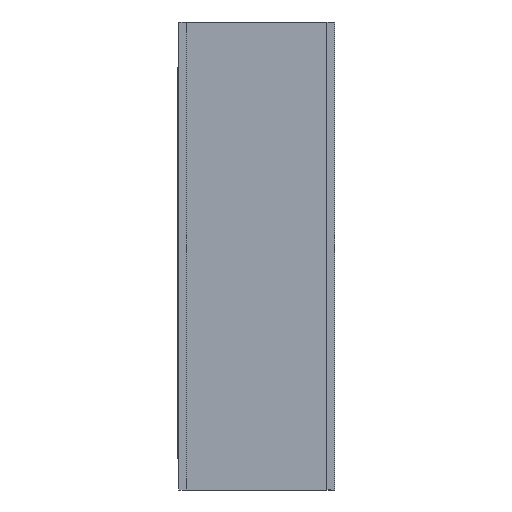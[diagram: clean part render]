
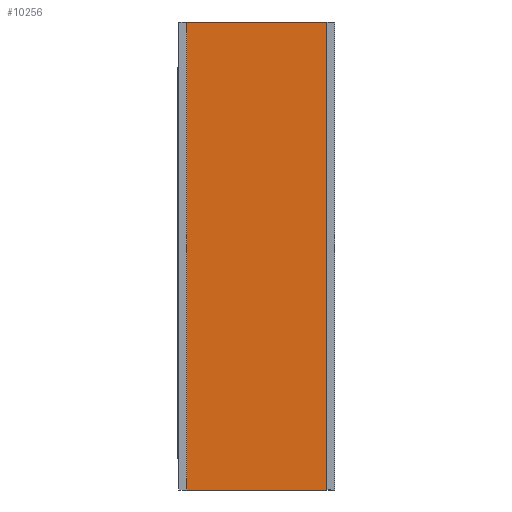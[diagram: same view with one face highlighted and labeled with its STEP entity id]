
A CAD part, left-side view. The second image highlights one B-rep face of the part: STEP entity #10256.
In plain terms, the highlighted planar face has unit normal (-1, 0, 0).
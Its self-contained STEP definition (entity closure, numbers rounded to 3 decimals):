
#444 = LINE ( 'NONE', #9112, #7116 ) ;
#620 = VERTEX_POINT ( 'NONE', #12903 ) ;
#1089 = LINE ( 'NONE', #12246, #3228 ) ;
#1383 = VECTOR ( 'NONE', #10735, 1000. ) ;
#1659 = DIRECTION ( 'NONE',  ( -1., 0., 0. ) ) ;
#1761 = DIRECTION ( 'NONE',  ( 0., 1., 0. ) ) ;
#1922 = DIRECTION ( 'NONE',  ( 0., 1., 0. ) ) ;
#3228 = VECTOR ( 'NONE', #4985, 1000. ) ;
#3301 = CARTESIAN_POINT ( 'NONE',  ( -15., 0.951, -1.5 ) ) ;
#3645 = CARTESIAN_POINT ( 'NONE',  ( -15., 0.951, 1.5 ) ) ;
#3676 = LINE ( 'NONE', #4611, #1383 ) ;
#3774 = PLANE ( 'NONE',  #9667 ) ;
#3789 = VERTEX_POINT ( 'NONE', #11921 ) ;
#3873 = CARTESIAN_POINT ( 'NONE',  ( -15., 0.001, -1.5 ) ) ;
#4036 = CARTESIAN_POINT ( 'NONE',  ( -15., 0.001, 1.5 ) ) ;
#4611 = CARTESIAN_POINT ( 'NONE',  ( -15., 0.951, 0. ) ) ;
#4728 = ORIENTED_EDGE ( 'NONE', *, *, #5655, .F. ) ;
#4985 = DIRECTION ( 'NONE',  ( 0., -1., 0. ) ) ;
#5480 = LINE ( 'NONE', #4036, #6784 ) ;
#5655 = EDGE_CURVE ( 'NONE', #6344, #10695, #3676, .T. ) ;
#6344 = VERTEX_POINT ( 'NONE', #3301 ) ;
#6784 = VECTOR ( 'NONE', #1922, 1000. ) ;
#7015 = ORIENTED_EDGE ( 'NONE', *, *, #7610, .T. ) ;
#7116 = VECTOR ( 'NONE', #12220, 1000. ) ;
#7610 = EDGE_CURVE ( 'NONE', #620, #10695, #5480, .T. ) ;
#7699 = FACE_OUTER_BOUND ( 'NONE', #9650, .T. ) ;
#7944 = EDGE_CURVE ( 'NONE', #620, #3789, #444, .T. ) ;
#8444 = EDGE_CURVE ( 'NONE', #6344, #3789, #1089, .T. ) ;
#9112 = CARTESIAN_POINT ( 'NONE',  ( -15., 0.051, 0. ) ) ;
#9650 = EDGE_LOOP ( 'NONE', ( #9965, #10971, #7015, #4728 ) ) ;
#9667 = AXIS2_PLACEMENT_3D ( 'NONE', #3873, #1659, #1761 ) ;
#9965 = ORIENTED_EDGE ( 'NONE', *, *, #8444, .T. ) ;
#10256 = ADVANCED_FACE ( 'NONE', ( #7699 ), #3774, .T. ) ;
#10695 = VERTEX_POINT ( 'NONE', #3645 ) ;
#10735 = DIRECTION ( 'NONE',  ( 0., 0., 1. ) ) ;
#10971 = ORIENTED_EDGE ( 'NONE', *, *, #7944, .F. ) ;
#11921 = CARTESIAN_POINT ( 'NONE',  ( -15., 0.051, -1.5 ) ) ;
#12220 = DIRECTION ( 'NONE',  ( 0., 0., -1. ) ) ;
#12246 = CARTESIAN_POINT ( 'NONE',  ( -15., 0.001, -1.5 ) ) ;
#12903 = CARTESIAN_POINT ( 'NONE',  ( -15., 0.051, 1.5 ) ) ;
